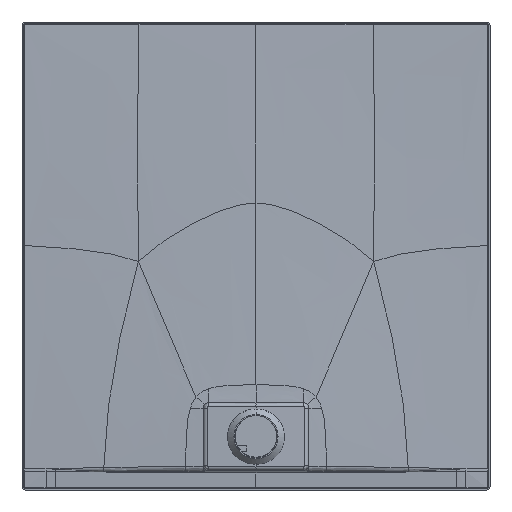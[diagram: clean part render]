
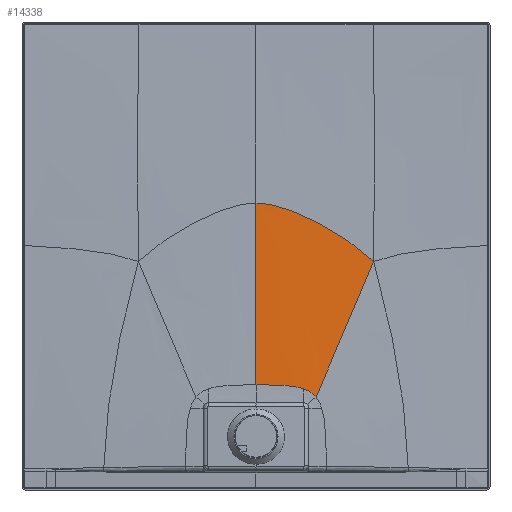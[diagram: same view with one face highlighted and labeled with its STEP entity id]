
A CAD part, front view. The second image highlights one B-rep face of the part: STEP entity #14338.
In plain terms, the highlighted free-form (B-spline) face has degree [3, 3] with [9, 8] control points.
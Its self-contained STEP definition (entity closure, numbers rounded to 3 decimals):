
#3476=CARTESIAN_POINT('',(101.029,-19.999,216.294));
#3477=CARTESIAN_POINT('',(106.843,-19.999,214.311));
#3478=CARTESIAN_POINT('',(117.109,-19.998,209.471));
#3479=CARTESIAN_POINT('',(124.971,-19.997,202.505));
#3480=CARTESIAN_POINT('',(128.378,-19.997,198.396));
#3499=CARTESIAN_POINT('',(0.,-19.999,
225.066));
#3501=CARTESIAN_POINT('',(0.,-19.999,
225.066));
#3502=CARTESIAN_POINT('',(11.658,-19.999,225.066));
#3503=CARTESIAN_POINT('',(33.167,-19.999,224.916));
#3504=CARTESIAN_POINT('',(60.433,-19.999,223.758));
#3505=CARTESIAN_POINT('',(83.12,-19.999,221.178));
#3506=CARTESIAN_POINT('',(95.474,-19.999,218.188));
#3507=CARTESIAN_POINT('',(101.029,-19.999,216.294));
#3509=CARTESIAN_POINT('',(101.029,-19.999,216.294));
#4389=CARTESIAN_POINT('',(251.39,-9.799,488.368));
#4390=CARTESIAN_POINT('',(247.443,-10.032,479.689));
#4391=CARTESIAN_POINT('',(239.733,-10.504,462.665));
#4392=CARTESIAN_POINT('',(225.166,-11.464,430.133));
#4393=CARTESIAN_POINT('',(202.109,-13.16,377.457));
#4394=CARTESIAN_POINT('',(176.016,-15.454,313.951));
#4395=CARTESIAN_POINT('',(150.793,-17.843,250.358));
#4396=CARTESIAN_POINT('',(135.676,-19.289,214.534));
#4397=CARTESIAN_POINT('',(128.378,-19.997,198.396));
#4399=DIRECTION('',(0.,-0.022,-1.));
#4400=VECTOR('',#4399,387.593);
#4401=CARTESIAN_POINT('',(0.,-11.499,
612.566));
#4402=LINE('',#4401,#4400);
#5091=CARTESIAN_POINT('',(251.39,-9.799,488.368));
#5092=CARTESIAN_POINT('',(240.26,-9.943,498.884));
#5093=CARTESIAN_POINT('',(217.986,-10.195,517.797));
#5094=CARTESIAN_POINT('',(173.967,-10.592,548.658));
#5095=CARTESIAN_POINT('',(120.498,-10.981,578.645));
#5096=CARTESIAN_POINT('',(58.831,-11.377,605.198));
#5097=CARTESIAN_POINT('',(19.311,-11.499,612.566));
#5098=CARTESIAN_POINT('',(0.,-11.499,
612.566));
#5953=VERTEX_POINT('',#3509);
#5954=VERTEX_POINT('',#3480);
#5955=VERTEX_POINT('',#3499);
#6018=VERTEX_POINT('',#4389);
#6019=CARTESIAN_POINT('',(0.,-11.499,
612.566));
#6020=VERTEX_POINT('',#6019);
#14256=CARTESIAN_POINT('',(-1.328,-20.084,
221.191));
#14257=CARTESIAN_POINT('',(16.98,-20.084,
221.196));
#14258=CARTESIAN_POINT('',(48.735,-20.084,
221.004));
#14259=CARTESIAN_POINT('',(84.73,-20.082,
218.216));
#14260=CARTESIAN_POINT('',(106.42,-20.081,
212.303));
#14261=CARTESIAN_POINT('',(119.897,-20.081,
204.342));
#14262=CARTESIAN_POINT('',(125.42,-20.081,
199.038));
#14263=CARTESIAN_POINT('',(127.949,-20.082,
195.928));
#14264=CARTESIAN_POINT('',(-1.328,-19.348,
254.773));
#14265=CARTESIAN_POINT('',(16.969,-19.348,
254.808));
#14266=CARTESIAN_POINT('',(49.196,-19.35,
253.43));
#14267=CARTESIAN_POINT('',(86.943,-19.362,
246.141));
#14268=CARTESIAN_POINT('',(110.594,-19.369,
235.446));
#14269=CARTESIAN_POINT('',(125.925,-19.363,
223.643));
#14270=CARTESIAN_POINT('',(132.506,-19.353,
216.457));
#14271=CARTESIAN_POINT('',(135.619,-19.345,
212.397));
#14272=CARTESIAN_POINT('',(-1.329,-17.903,
320.646));
#14273=CARTESIAN_POINT('',(16.97,-17.902,
320.741));
#14274=CARTESIAN_POINT('',(50.228,-17.909,
317.056));
#14275=CARTESIAN_POINT('',(91.654,-17.939,
301.386));
#14276=CARTESIAN_POINT('',(119.298,-17.956,
282.373));
#14277=CARTESIAN_POINT('',(138.298,-17.93,
264.297));
#14278=CARTESIAN_POINT('',(146.949,-17.895,
254.116));
#14279=CARTESIAN_POINT('',(151.203,-17.871,
248.538));
#14280=CARTESIAN_POINT('',(-1.331,-15.749,
418.81));
#14281=CARTESIAN_POINT('',(16.975,-15.749,
418.98));
#14282=CARTESIAN_POINT('',(51.853,-15.744,
412.366));
#14283=CARTESIAN_POINT('',(99.287,-15.739,
386.659));
#14284=CARTESIAN_POINT('',(133.679,-15.705,
358.417));
#14285=CARTESIAN_POINT('',(158.872,-15.598,
333.57));
#14286=CARTESIAN_POINT('',(170.962,-15.504,
320.039));
#14287=CARTESIAN_POINT('',(177.088,-15.444,
312.666));
#14288=CARTESIAN_POINT('',(-1.344,-13.978,
499.538));
#14289=CARTESIAN_POINT('',(17.13,-13.979,
499.741));
#14290=CARTESIAN_POINT('',(53.521,-13.939,
491.827));
#14291=CARTESIAN_POINT('',(106.379,-13.812,
462.04));
#14292=CARTESIAN_POINT('',(147.566,-13.65,
429.924));
#14293=CARTESIAN_POINT('',(179.486,-13.417,
401.093));
#14294=CARTESIAN_POINT('',(195.371,-13.246,
384.894));
#14295=CARTESIAN_POINT('',(203.537,-13.142,
375.889));
#14296=CARTESIAN_POINT('',(-1.379,-12.739,
556.048));
#14297=CARTESIAN_POINT('',(17.566,-12.741,
556.251));
#14298=CARTESIAN_POINT('',(55.495,-12.661,
548.341));
#14299=CARTESIAN_POINT('',(112.727,-12.404,
519.013));
#14300=CARTESIAN_POINT('',(159.706,-12.126,
487.047));
#14301=CARTESIAN_POINT('',(197.671,-11.798,
456.561));
#14302=CARTESIAN_POINT('',(216.959,-11.575,
438.563));
#14303=CARTESIAN_POINT('',(226.906,-11.441,
428.358));
#14304=CARTESIAN_POINT('',(-1.41,-12.011,
589.225));
#14305=CARTESIAN_POINT('',(17.962,-12.014,
589.422));
#14306=CARTESIAN_POINT('',(57.015,-11.909,
581.774));
#14307=CARTESIAN_POINT('',(117.059,-11.57,
553.66));
#14308=CARTESIAN_POINT('',(167.751,-11.224,
522.61));
#14309=CARTESIAN_POINT('',(209.592,-10.848,
491.515));
#14310=CARTESIAN_POINT('',(231.02,-10.599,
472.539));
#14311=CARTESIAN_POINT('',(242.064,-10.452,
461.667));
#14312=CARTESIAN_POINT('',(-1.431,-11.637,
606.257));
#14313=CARTESIAN_POINT('',(18.22,-11.64,
606.448));
#14314=CARTESIAN_POINT('',(57.943,-11.523,
599.022));
#14315=CARTESIAN_POINT('',(119.529,-11.14,
571.846));
#14316=CARTESIAN_POINT('',(172.234,-10.761,
541.538));
#14317=CARTESIAN_POINT('',(216.154,-10.365,
510.251));
#14318=CARTESIAN_POINT('',(238.71,-10.106,
490.807));
#14319=CARTESIAN_POINT('',(250.321,-9.953,
479.613));
#14320=CARTESIAN_POINT('',(-1.443,-11.441,
615.216));
#14321=CARTESIAN_POINT('',(18.373,-11.444,
615.403));
#14322=CARTESIAN_POINT('',(58.476,-11.32,
608.114));
#14323=CARTESIAN_POINT('',(120.904,-10.914,
581.508));
#14324=CARTESIAN_POINT('',(174.693,-10.52,
551.653));
#14325=CARTESIAN_POINT('',(219.721,-10.115,
520.291));
#14326=CARTESIAN_POINT('',(242.869,-9.851,
500.612));
#14327=CARTESIAN_POINT('',(254.775,-9.695,
489.258));
#14328=B_SPLINE_SURFACE_WITH_KNOTS('',3,3,((#14256,#14257,#14258,#14259,#14260,
#14261,#14262,#14263),(#14264,#14265,#14266,#14267,#14268,#14269,#14270,#14271),
(#14272,#14273,#14274,#14275,#14276,#14277,#14278,#14279),(#14280,#14281,#14282,
#14283,#14284,#14285,#14286,#14287),(#14288,#14289,#14290,#14291,#14292,#14293,
#14294,#14295),(#14296,#14297,#14298,#14299,#14300,#14301,#14302,#14303),
(#14304,#14305,#14306,#14307,#14308,#14309,#14310,#14311),(#14312,#14313,#14314,
#14315,#14316,#14317,#14318,#14319),(#14320,#14321,#14322,#14323,#14324,#14325,
#14326,#14327)),.UNSPECIFIED.,.F.,.F.,.F.,(4,1,1,1,1,1,4),(4,1,1,1,1,4),(
-0.005,0.125,0.25,0.375,0.438,0.469,0.503),
(-0.003,0.125,0.25,0.375,0.438,0.504),
.UNSPECIFIED.);
#14330=ORIENTED_EDGE('',*,*,#14329,.F.);
#14332=ORIENTED_EDGE('',*,*,#14331,.F.);
#14333=ORIENTED_EDGE('',*,*,#14249,.T.);
#14334=ORIENTED_EDGE('',*,*,#12456,.F.);
#14335=ORIENTED_EDGE('',*,*,#12515,.F.);
#14336=EDGE_LOOP('',(#14330,#14332,#14333,#14334,#14335));
#14337=FACE_OUTER_BOUND('',#14336,.F.);
#14338=ADVANCED_FACE('',(#14337),#14328,.F.);
#3481=B_SPLINE_CURVE_WITH_KNOTS('',3,(#3476,#3477,#3478,#3479,#3480),
.UNSPECIFIED.,.F.,.F.,(4,1,4),(0.,0.5,1.),.UNSPECIFIED.);
#3508=B_SPLINE_CURVE_WITH_KNOTS('',3,(#3501,#3502,#3503,#3504,#3505,#3506,
#3507),.UNSPECIFIED.,.F.,.F.,(4,1,1,1,4),(0.,0.25,
0.5,0.75,1.),.UNSPECIFIED.);
#4398=B_SPLINE_CURVE_WITH_KNOTS('',3,(#4389,#4390,#4391,#4392,#4393,#4394,#4395,
#4396,#4397),.UNSPECIFIED.,.F.,.F.,(4,1,1,1,1,1,4),(0.,0.063,
0.125,0.25,0.5,0.75,1.),
.UNSPECIFIED.);
#5099=B_SPLINE_CURVE_WITH_KNOTS('',3,(#5091,#5092,#5093,#5094,#5095,#5096,#5097,
#5098),.UNSPECIFIED.,.F.,.F.,(4,1,1,1,1,4),(0.,0.125,
0.25,0.5,0.75,1.),.UNSPECIFIED.);
#12456=EDGE_CURVE('',#5953,#5954,#3481,.T.);
#12515=EDGE_CURVE('',#5955,#5953,#3508,.T.);
#14249=EDGE_CURVE('',#6018,#5954,#4398,.T.);
#14329=EDGE_CURVE('',#6020,#5955,#4402,.T.);
#14331=EDGE_CURVE('',#6018,#6020,#5099,.T.);
